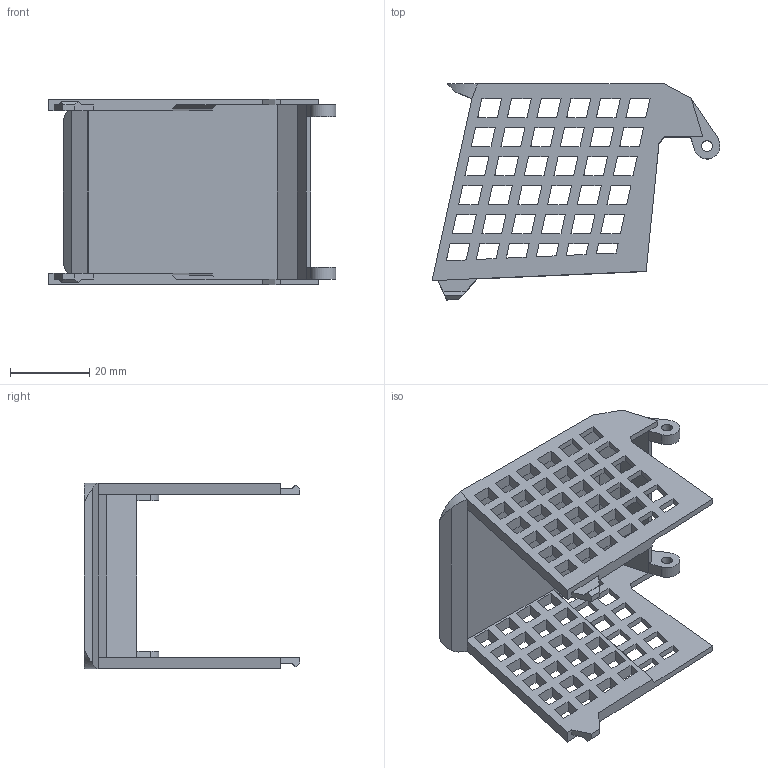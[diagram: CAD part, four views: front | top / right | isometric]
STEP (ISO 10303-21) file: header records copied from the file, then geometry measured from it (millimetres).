
FILE_DESCRIPTION (( 'STEP AP203' ), '1' );
FILE_NAME ('12.) Driver Cage 2.0.STEP', '2023-08-20T22:47:00', ( '' ), ( '' ), 'SwSTEP 2.0', 'SolidWorks 2023', '' );
FILE_SCHEMA (( 'CONFIG_CONTROL_DESIGN' ));
Length unit declared in the file: millimetre
Products named in the file (1): 12.) Driver Cage 2.0
Bounding box: 72.76 x 54.56 x 47 mm (x, y, z)
Volume: 17083.5 mm3; surface area: 17755.5 mm2
Topology: 1 solids, 1 shells, 350 faces, 1036 edges, 688 vertices
Faces by surface type: plane 341, cylinder 9
Entity records: 11825 total; most frequent: CARTESIAN_POINT 2087, ORIENTED_EDGE 2072, DIRECTION 1750, EDGE_CURVE 1036, LINE 1016, VECTOR 1016, VERTEX_POINT 688, EDGE_LOOP 498
